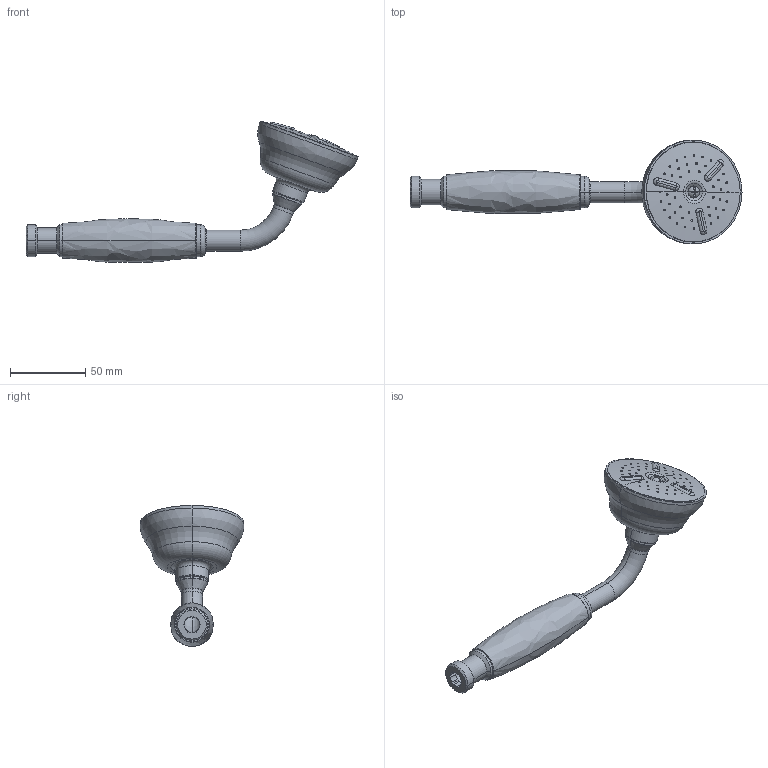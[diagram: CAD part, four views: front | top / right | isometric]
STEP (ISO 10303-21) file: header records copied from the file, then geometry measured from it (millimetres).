
FILE_DESCRIPTION((''),'2;1');
FILE_NAME('ZDOC030CR','2021-11-12T08:43:20',('ut3'),('PAFFONI SpA'),'CREO PARAMETRIC BY PTC INC, 2020044','CREO PARAMETRIC BY PTC INC, 2020044','');
FILE_SCHEMA(('CONFIG_CONTROL_DESIGN','SHAPE_APPEARANCE_LAYERS_GROUPS'));
Length unit declared in the file: millimetre
Products named in the file (1): ZDOC030CR
Bounding box: 220.3 x 69 x 93.65 mm (x, y, z)
Volume: 80796.8 mm3; surface area: 44336.7 mm2
Topology: 2 solids, 2 shells, 367 faces, 908 edges, 556 vertices
Faces by surface type: cylinder 164, bspline 56, torus 52, plane 49, cone 30, sphere 16
Entity records: 19986 total; most frequent: CARTESIAN_POINT 9032, ORIENTED_EDGE 1816, DIRECTION 1578, EDGE_CURVE 908, AXIS2_PLACEMENT_3D 652, VERTEX_POINT 556, EDGE_LOOP 474, FACE_OUTER_BOUND 367
